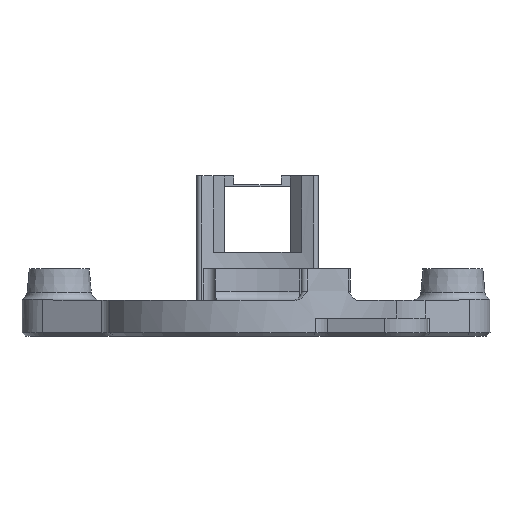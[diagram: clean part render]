
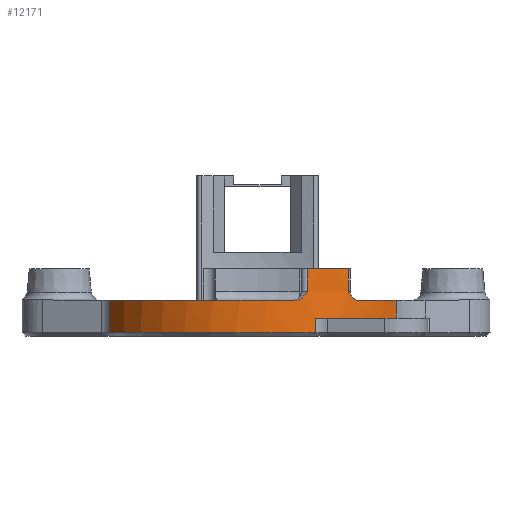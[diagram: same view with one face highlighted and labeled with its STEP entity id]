
A CAD part, front view. The second image highlights one B-rep face of the part: STEP entity #12171.
In plain terms, the highlighted cylindrical face has radius 18.1 mm (diameter 36.2 mm), a partial arc.
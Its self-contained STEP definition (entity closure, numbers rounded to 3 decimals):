
#1213=FACE_OUTER_BOUND('',#1904,.T.);
#1904=EDGE_LOOP('',(#9920,#9921,#9922,#9923,#9924,#9925,#9926,#9927,#9928,
#9929,#9930,#9931));
#2746=CIRCLE('',#13190,18.1);
#2758=CIRCLE('',#13207,18.1);
#2785=CIRCLE('',#13259,18.1);
#2786=CIRCLE('',#13260,18.1);
#2787=CIRCLE('',#13261,18.1);
#2901=B_SPLINE_CURVE_WITH_KNOTS('',3,(#29428,#29429,#29430,#29431,#29432,
#29433,#29434,#29435,#29436,#29437),.UNSPECIFIED.,.F.,.F.,(4,2,2,2,4),(0.,
0.,0.094,0.162,0.24),
 .UNSPECIFIED.);
#2902=B_SPLINE_CURVE_WITH_KNOTS('',3,(#29439,#29440,#29441,#29442,#29443,
#29444,#29445,#29446,#29447,#29448),.UNSPECIFIED.,.F.,.F.,(4,2,2,2,4),(0.82,
0.9,0.97,1.067,1.067),
 .UNSPECIFIED.);
#3344=LINE('',#29180,#4113);
#3349=LINE('',#29200,#4118);
#3360=LINE('',#29256,#4129);
#3390=LINE('',#29422,#4159);
#3391=LINE('',#29451,#4160);
#4113=VECTOR('',#15099,10.);
#4118=VECTOR('',#15124,10.);
#4129=VECTOR('',#15177,10.);
#4159=VECTOR('',#15295,10.);
#4160=VECTOR('',#15304,10.);
#5341=VERTEX_POINT('',#29176);
#5343=VERTEX_POINT('',#29179);
#5347=VERTEX_POINT('',#29194);
#5348=VERTEX_POINT('',#29198);
#5363=VERTEX_POINT('',#29234);
#5364=VERTEX_POINT('',#29236);
#5372=VERTEX_POINT('',#29254);
#5412=VERTEX_POINT('',#29420);
#5413=VERTEX_POINT('',#29424);
#5414=VERTEX_POINT('',#29426);
#5415=VERTEX_POINT('',#29438);
#5416=VERTEX_POINT('',#29449);
#6926=EDGE_CURVE('',#5341,#5343,#3344,.T.);
#6935=EDGE_CURVE('',#5343,#5347,#2746,.T.);
#6937=EDGE_CURVE('',#5347,#5348,#3349,.T.);
#6954=EDGE_CURVE('',#5363,#5364,#2758,.T.);
#6964=EDGE_CURVE('',#5372,#5363,#3360,.T.);
#7025=EDGE_CURVE('',#5364,#5412,#3390,.T.);
#7026=EDGE_CURVE('',#5412,#5413,#2785,.T.);
#7027=EDGE_CURVE('',#5414,#5372,#2786,.T.);
#7028=EDGE_CURVE('',#5348,#5414,#2901,.T.);
#7029=EDGE_CURVE('',#5415,#5341,#2902,.T.);
#7030=EDGE_CURVE('',#5416,#5415,#2787,.T.);
#7031=EDGE_CURVE('',#5413,#5416,#3391,.T.);
#9920=ORIENTED_EDGE('',*,*,#7026,.F.);
#9921=ORIENTED_EDGE('',*,*,#7025,.F.);
#9922=ORIENTED_EDGE('',*,*,#6954,.F.);
#9923=ORIENTED_EDGE('',*,*,#6964,.F.);
#9924=ORIENTED_EDGE('',*,*,#7027,.F.);
#9925=ORIENTED_EDGE('',*,*,#7028,.F.);
#9926=ORIENTED_EDGE('',*,*,#6937,.F.);
#9927=ORIENTED_EDGE('',*,*,#6935,.F.);
#9928=ORIENTED_EDGE('',*,*,#6926,.F.);
#9929=ORIENTED_EDGE('',*,*,#7029,.F.);
#9930=ORIENTED_EDGE('',*,*,#7030,.F.);
#9931=ORIENTED_EDGE('',*,*,#7031,.F.);
#11783=CYLINDRICAL_SURFACE('',#13258,18.1);
#12171=ADVANCED_FACE('',(#1213),#11783,.T.);
#13190=AXIS2_PLACEMENT_3D('',#29196,#15118,#15119);
#13207=AXIS2_PLACEMENT_3D('',#29237,#15159,#15160);
#13258=AXIS2_PLACEMENT_3D('',#29423,#15296,#15297);
#13259=AXIS2_PLACEMENT_3D('',#29425,#15298,#15299);
#13260=AXIS2_PLACEMENT_3D('',#29427,#15300,#15301);
#13261=AXIS2_PLACEMENT_3D('',#29450,#15302,#15303);
#15099=DIRECTION('',(0.,0.,1.));
#15118=DIRECTION('center_axis',(0.,0.,
1.));
#15119=DIRECTION('ref_axis',(-0.931,-0.365,0.));
#15124=DIRECTION('',(0.,0.,-1.));
#15159=DIRECTION('center_axis',(0.,0.,
-1.));
#15160=DIRECTION('ref_axis',(1.,0.,0.));
#15177=DIRECTION('',(0.,0.,-1.));
#15295=DIRECTION('',(0.,0.,-1.));
#15296=DIRECTION('center_axis',(0.,0.,1.));
#15297=DIRECTION('ref_axis',(-0.931,-0.365,0.));
#15298=DIRECTION('center_axis',(0.,0.,
-1.));
#15299=DIRECTION('ref_axis',(-0.931,-0.365,0.));
#15300=DIRECTION('center_axis',(0.,0.,
1.));
#15301=DIRECTION('ref_axis',(1.,0.,0.));
#15302=DIRECTION('center_axis',(0.,0.,
1.));
#15303=DIRECTION('ref_axis',(1.,0.,0.));
#15304=DIRECTION('',(0.,0.,1.));
#29176=CARTESIAN_POINT('',(5.694,-17.181,5.));
#29179=CARTESIAN_POINT('',(5.694,-17.181,7.5));
#29180=CARTESIAN_POINT('',(5.694,-17.181,0.));
#29194=CARTESIAN_POINT('',(10.259,-14.912,7.5));
#29196=CARTESIAN_POINT('Origin',(0.,0.,
7.5));
#29198=CARTESIAN_POINT('',(10.259,-14.912,5.));
#29200=CARTESIAN_POINT('',(10.259,-14.912,0.));
#29234=CARTESIAN_POINT('',(15.597,-9.184,2.));
#29236=CARTESIAN_POINT('',(6.594,-16.856,2.));
#29237=CARTESIAN_POINT('Origin',(0.,0.,
2.));
#29254=CARTESIAN_POINT('',(15.597,-9.184,4.));
#29256=CARTESIAN_POINT('',(15.597,-9.184,0.));
#29420=CARTESIAN_POINT('',(6.594,-16.856,0.4));
#29422=CARTESIAN_POINT('',(6.594,-16.856,0.));
#29423=CARTESIAN_POINT('Origin',(0.,0.,
0.));
#29424=CARTESIAN_POINT('',(-16.28,-7.91,0.4));
#29425=CARTESIAN_POINT('Origin',(0.,0.,
0.4));
#29426=CARTESIAN_POINT('',(11.407,-14.053,4.));
#29427=CARTESIAN_POINT('Origin',(0.,0.,
4.));
#29428=CARTESIAN_POINT('Ctrl Pts',(10.259,-14.912,5.));
#29429=CARTESIAN_POINT('Ctrl Pts',(10.26,-14.911,4.999));
#29430=CARTESIAN_POINT('Ctrl Pts',(10.26,-14.911,4.998));
#29431=CARTESIAN_POINT('Ctrl Pts',(10.412,-14.807,4.741));
#29432=CARTESIAN_POINT('Ctrl Pts',(10.549,-14.71,4.515));
#29433=CARTESIAN_POINT('Ctrl Pts',(10.853,-14.486,4.203));
#29434=CARTESIAN_POINT('Ctrl Pts',(10.968,-14.399,4.128));
#29435=CARTESIAN_POINT('Ctrl Pts',(11.175,-14.239,4.029));
#29436=CARTESIAN_POINT('Ctrl Pts',(11.291,-14.147,4.));
#29437=CARTESIAN_POINT('Ctrl Pts',(11.407,-14.053,4.));
#29438=CARTESIAN_POINT('',(4.316,-17.578,4.));
#29439=CARTESIAN_POINT('Ctrl Pts',(4.316,-17.578,4.));
#29440=CARTESIAN_POINT('Ctrl Pts',(4.461,-17.542,4.));
#29441=CARTESIAN_POINT('Ctrl Pts',(4.604,-17.505,4.029));
#29442=CARTESIAN_POINT('Ctrl Pts',(4.857,-17.437,4.128));
#29443=CARTESIAN_POINT('Ctrl Pts',(4.995,-17.398,4.203));
#29444=CARTESIAN_POINT('Ctrl Pts',(5.358,-17.29,4.515));
#29445=CARTESIAN_POINT('Ctrl Pts',(5.518,-17.24,4.741));
#29446=CARTESIAN_POINT('Ctrl Pts',(5.692,-17.182,4.998));
#29447=CARTESIAN_POINT('Ctrl Pts',(5.693,-17.181,4.999));
#29448=CARTESIAN_POINT('Ctrl Pts',(5.694,-17.181,5.));
#29449=CARTESIAN_POINT('',(-16.28,-7.91,4.));
#29450=CARTESIAN_POINT('Origin',(0.,0.,
4.));
#29451=CARTESIAN_POINT('',(-16.28,-7.91,0.));
